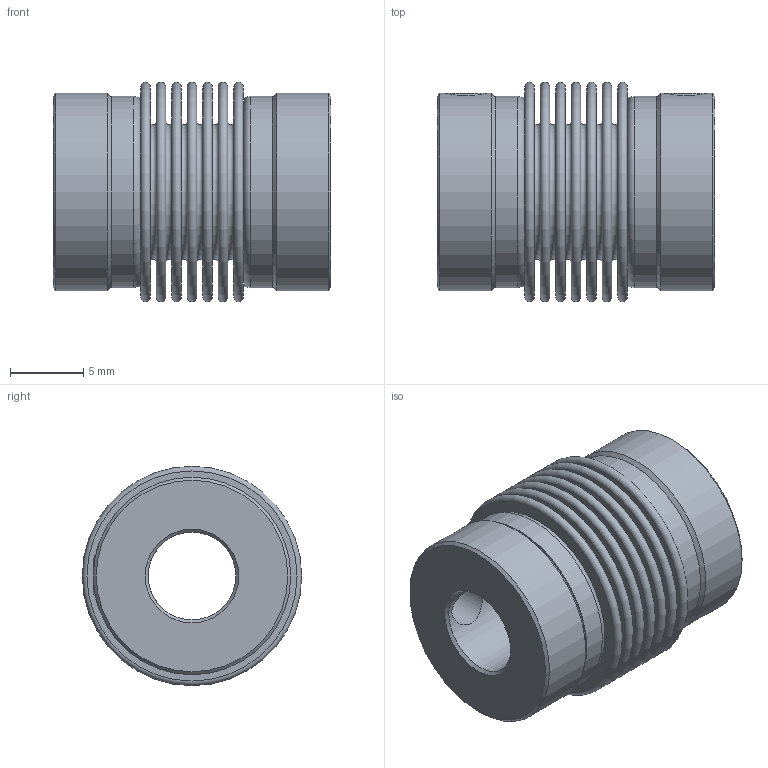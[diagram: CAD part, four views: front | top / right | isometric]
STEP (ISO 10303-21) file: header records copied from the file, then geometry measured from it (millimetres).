
FILE_DESCRIPTION(/* description */ ('STEP AP203'),/* implementation_level */ '2;1');
FILE_NAME(/* name */ 'KB1-5-19-6-6',/* time_stamp */ '2023-06-16T10:06:15+02:00',/* author */ ('License CC BY-ND 4.0'),/* organization */ ('CADENAS'),/* preprocessor_version */ 'ST-DEVELOPER v19.3',/* originating_system */ 'PARTsolutions',/* authorisation */ ' ');
FILE_SCHEMA (('CONFIG_CONTROL_DESIGN'));
Length unit declared in the file: millimetre
Products named in the file (1): KB1-5-19-6-6
Bounding box: 19 x 15 x 15 mm (x, y, z)
Volume: 1485.5 mm3; surface area: 4398 mm2
Topology: 1 solids, 1 shells, 104 faces, 186 edges, 120 vertices
Faces by surface type: plane 50, torus 28, cylinder 14, cone 12
Full cylindrical faces by diameter (mm): 3 x2, 6 x2, 9.6 x2, 13.1 x2, 13.5 x2
Entity records: 2332 total; most frequent: DIRECTION 418, CARTESIAN_POINT 411, ORIENTED_EDGE 264, FACE_BOUND 194, EDGE_LOOP 192, AXIS2_PLACEMENT_3D 191, EDGE_CURVE 132, VERTEX_POINT 118
